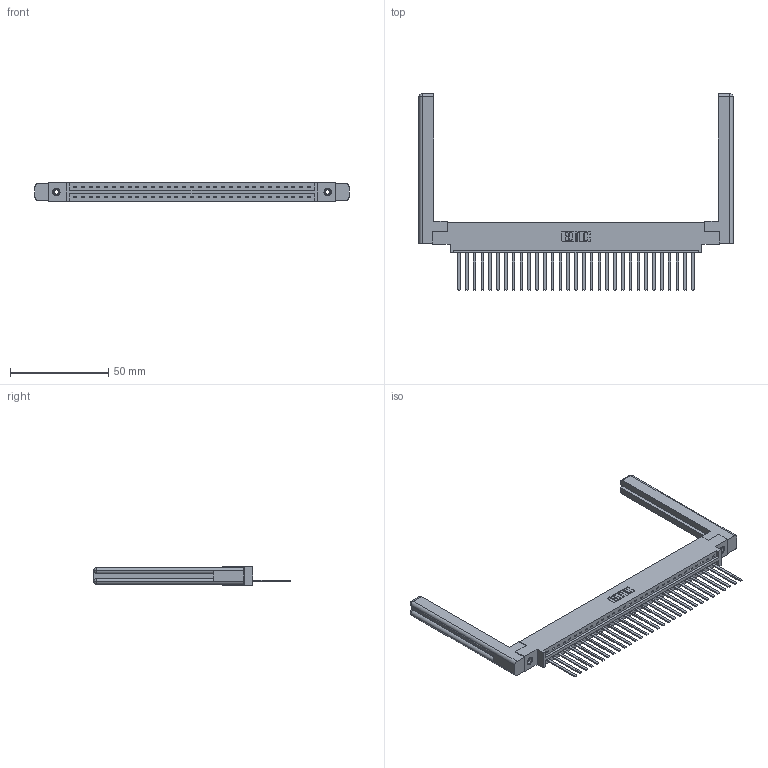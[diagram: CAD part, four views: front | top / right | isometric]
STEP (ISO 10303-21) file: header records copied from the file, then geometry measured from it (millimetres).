
FILE_DESCRIPTION (( 'STEP AP203' ), '1' );
FILE_NAME ('337-031-544-658.STEP', '2019-10-01T01:59:38', ( '' ), ( '' ), 'SwSTEP 2.0', 'SolidWorks 2016', '' );
FILE_SCHEMA (( 'CONFIG_CONTROL_DESIGN' ));
Length unit declared in the file: inch
Products named in the file (5): 345-292-001_345-293-144; 307-220-058; 345-250-001_345-250-001-102; 337-031-544-658; 337 Part_0.170 Offset - 0.156 Dia-TI
Assembly tree (36 placements, depth 2):
  337-031-544-658
    337 Part_0.170 Offset - 0.156 Dia-TI
    345-292-001_345-293-144  x31
    345-250-001_345-250-001-102  x2
    307-220-058  x2
Bounding box: 159.46 x 99.7 x 9.4 mm (x, y, z)
Volume: 23839.3 mm3; surface area: 23662.8 mm2
Topology: 36 solids, 36 shells, 1996 faces, 5947 edges, 3910 vertices
Faces by surface type: plane 1460, cylinder 512, cone 12, torus 12
Entity records: 27048 total; most frequent: CARTESIAN_POINT 4710, ORIENTED_EDGE 4616, DIRECTION 4002, EDGE_CURVE 2308, LINE 2136, VECTOR 2136, VERTEX_POINT 1530, AXIS2_PLACEMENT_3D 933
